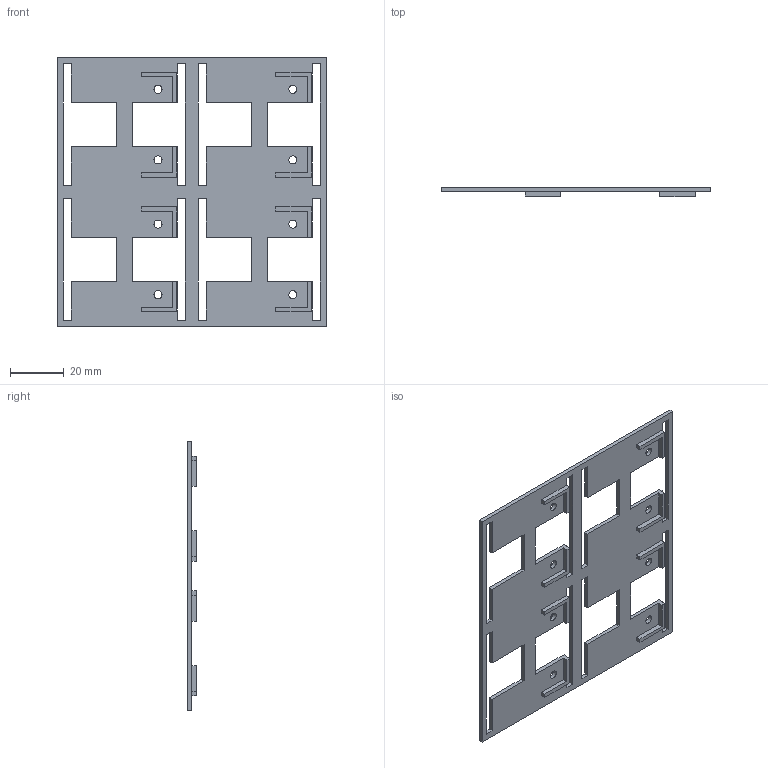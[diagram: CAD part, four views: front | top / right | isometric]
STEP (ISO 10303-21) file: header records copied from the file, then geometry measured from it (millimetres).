
FILE_DESCRIPTION(/* description */ (''),/* implementation_level */ '2;1');
FILE_NAME(/* name */ '4by4 Grid.stp',/* time_stamp */ '2022-09-22T11:56:26+02:00',/* author */ (''),/* organization */ (''),/* preprocessor_version */ 'ST-DEVELOPER v19',/* originating_system */ 'Autodesk Translation Framework v11.7.0.108',/* authorisation */ '');
FILE_SCHEMA (('AUTOMOTIVE_DESIGN { 1 0 10303 214 3 1 1 }'));
Length unit declared in the file: millimetre
Products named in the file (1): 4by4 Grid
Bounding box: 100 x 3.2 x 100 mm (x, y, z)
Volume: 10468.2 mm3; surface area: 16262.5 mm2
Topology: 1 solids, 1 shells, 126 faces, 372 edges, 248 vertices
Faces by surface type: plane 118, cylinder 8
Full cylindrical faces by diameter (mm): 3 x8
Entity records: 4229 total; most frequent: CARTESIAN_POINT 747, ORIENTED_EDGE 744, DIRECTION 642, EDGE_CURVE 372, LINE 356, VECTOR 356, VERTEX_POINT 248, EDGE_LOOP 158
